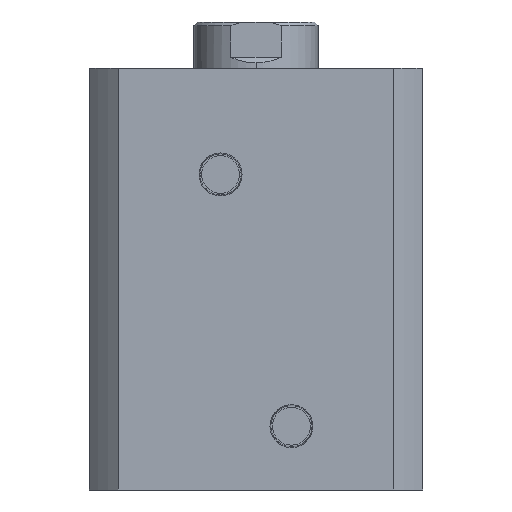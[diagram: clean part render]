
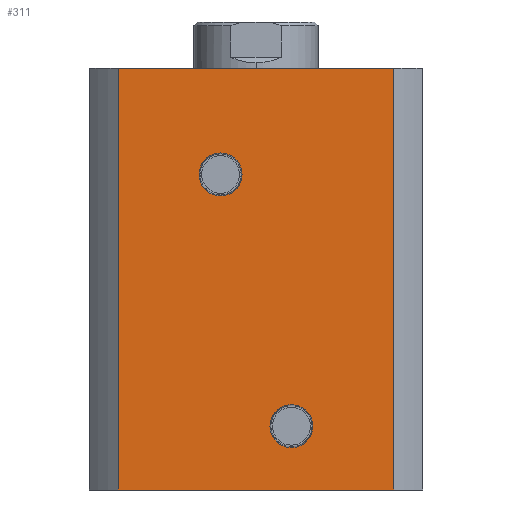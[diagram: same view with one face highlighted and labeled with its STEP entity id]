
A CAD part, left-side view. The second image highlights one B-rep face of the part: STEP entity #311.
In plain terms, the highlighted planar face has unit normal (-1, 0, 0).
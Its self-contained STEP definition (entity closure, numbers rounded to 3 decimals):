
#34 = CARTESIAN_POINT ( 'NONE',  ( -47., 0., 0. ) ) ;
#35 = DIRECTION ( 'NONE',  ( 0., -1., 0. ) ) ;
#189 = CARTESIAN_POINT ( 'NONE',  ( -47., 10., 89. ) ) ;
#190 = DIRECTION ( 'NONE',  ( -1., 0., 0. ) ) ;
#191 = DIRECTION ( 'NONE',  ( 0., 0., 1. ) ) ;
#212 = CARTESIAN_POINT ( 'NONE',  ( -47., -38.884, 119. ) ) ;
#217 = DIRECTION ( 'NONE',  ( 0., 0., -1. ) ) ;
#311 = ADVANCED_FACE ( 'NONE', ( #2681, #2684, #2678 ), #2535, .F. ) ;
#552 = CARTESIAN_POINT ( 'NONE',  ( -47., 10., 89. ) ) ;
#553 = DIRECTION ( 'NONE',  ( -1., 0., 0. ) ) ;
#554 = DIRECTION ( 'NONE',  ( 0., 0., 1. ) ) ;
#819 = CIRCLE ( 'NONE', #2439, 6.06 ) ;
#830 = LINE ( 'NONE', #212, #834 ) ;
#834 = VECTOR ( 'NONE', #217, 1000. ) ;
#868 = CIRCLE ( 'NONE', #2422, 6.06 ) ;
#952 = ORIENTED_EDGE ( 'NONE', *, *, #3502, .F. ) ;
#1093 = CARTESIAN_POINT ( 'NONE',  ( -47., -10., 18. ) ) ;
#1094 = DIRECTION ( 'NONE',  ( -1., 0., 0. ) ) ;
#1095 = DIRECTION ( 'NONE',  ( 0., 0., 1. ) ) ;
#1129 = CARTESIAN_POINT ( 'NONE',  ( -47., 38.884, 119. ) ) ;
#1131 = DIRECTION ( 'NONE',  ( 0., 0., -1. ) ) ;
#1141 = CARTESIAN_POINT ( 'NONE',  ( -47., -38.884, 0. ) ) ;
#1431 = CARTESIAN_POINT ( 'NONE',  ( -47., 10., 82.94 ) ) ;
#1473 = CARTESIAN_POINT ( 'NONE',  ( -47., -10., 11.94 ) ) ;
#1542 = CARTESIAN_POINT ( 'NONE',  ( -47., -10., 24.06 ) ) ;
#1556 = CARTESIAN_POINT ( 'NONE',  ( -47., 10., 95.06 ) ) ;
#1564 = CARTESIAN_POINT ( 'NONE',  ( -47., -38.884, 119. ) ) ;
#1572 = CARTESIAN_POINT ( 'NONE',  ( -47., 38.884, 0. ) ) ;
#1574 = CARTESIAN_POINT ( 'NONE',  ( -47., 38.884, 119. ) ) ;
#1637 = AXIS2_PLACEMENT_3D ( 'NONE', #1093, #1094, #1095 ) ;
#1674 = VERTEX_POINT ( 'NONE', #1431 ) ;
#1713 = VERTEX_POINT ( 'NONE', #1473 ) ;
#1750 = ORIENTED_EDGE ( 'NONE', *, *, #3537, .T. ) ;
#1762 = ORIENTED_EDGE ( 'NONE', *, *, #3418, .F. ) ;
#1763 = ORIENTED_EDGE ( 'NONE', *, *, #3366, .F. ) ;
#1851 = ORIENTED_EDGE ( 'NONE', *, *, #3339, .F. ) ;
#2148 = ORIENTED_EDGE ( 'NONE', *, *, #3520, .T. ) ;
#2186 = EDGE_LOOP ( 'NONE', ( #952, #1762 ) ) ;
#2188 = EDGE_LOOP ( 'NONE', ( #1750, #1851, #2603, #2148 ) ) ;
#2269 = CARTESIAN_POINT ( 'NONE',  ( -47., -10., 18. ) ) ;
#2270 = DIRECTION ( 'NONE',  ( -1., 0., 0. ) ) ;
#2271 = DIRECTION ( 'NONE',  ( 0., 0., 1. ) ) ;
#2283 = DIRECTION ( 'NONE',  ( 0., -1., 0. ) ) ;
#2286 = CARTESIAN_POINT ( 'NONE',  ( -47., 0., 119. ) ) ;
#2356 = VERTEX_POINT ( 'NONE', #1542 ) ;
#2396 = AXIS2_PLACEMENT_3D ( 'NONE', #2269, #2270, #2271 ) ;
#2422 = AXIS2_PLACEMENT_3D ( 'NONE', #552, #553, #554 ) ;
#2439 = AXIS2_PLACEMENT_3D ( 'NONE', #189, #190, #191 ) ;
#2512 = AXIS2_PLACEMENT_3D ( 'NONE', #2533, #2526, #2537 ) ;
#2526 = DIRECTION ( 'NONE',  ( 1., 0., 0. ) ) ;
#2533 = CARTESIAN_POINT ( 'NONE',  ( -47., 0., 119. ) ) ;
#2535 = PLANE ( 'NONE',  #2512 ) ;
#2537 = DIRECTION ( 'NONE',  ( 0., 1., 0. ) ) ;
#2603 = ORIENTED_EDGE ( 'NONE', *, *, #3426, .F. ) ;
#2613 = EDGE_LOOP ( 'NONE', ( #3075, #1763 ) ) ;
#2668 = VERTEX_POINT ( 'NONE', #1556 ) ;
#2678 = FACE_OUTER_BOUND ( 'NONE', #2188, .T. ) ;
#2681 = FACE_BOUND ( 'NONE', #2613, .T. ) ;
#2684 = FACE_BOUND ( 'NONE', #2186, .T. ) ;
#2847 = CIRCLE ( 'NONE', #1637, 6.06 ) ;
#2883 = LINE ( 'NONE', #1129, #2886 ) ;
#2886 = VECTOR ( 'NONE', #1131, 1000. ) ;
#2913 = LINE ( 'NONE', #34, #2916 ) ;
#2916 = VECTOR ( 'NONE', #35, 1000. ) ;
#3075 = ORIENTED_EDGE ( 'NONE', *, *, #3329, .F. ) ;
#3091 = VERTEX_POINT ( 'NONE', #1564 ) ;
#3100 = VERTEX_POINT ( 'NONE', #1572 ) ;
#3102 = VERTEX_POINT ( 'NONE', #1574 ) ;
#3123 = VERTEX_POINT ( 'NONE', #1141 ) ;
#3329 = EDGE_CURVE ( 'NONE', #2668, #1674, #819, .T. ) ;
#3339 = EDGE_CURVE ( 'NONE', #3091, #3123, #830, .T. ) ;
#3366 = EDGE_CURVE ( 'NONE', #1674, #2668, #868, .T. ) ;
#3418 = EDGE_CURVE ( 'NONE', #1713, #2356, #3581, .T. ) ;
#3426 = EDGE_CURVE ( 'NONE', #3102, #3091, #3601, .T. ) ;
#3502 = EDGE_CURVE ( 'NONE', #2356, #1713, #2847, .T. ) ;
#3520 = EDGE_CURVE ( 'NONE', #3102, #3100, #2883, .T. ) ;
#3537 = EDGE_CURVE ( 'NONE', #3100, #3123, #2913, .T. ) ;
#3581 = CIRCLE ( 'NONE', #2396, 6.06 ) ;
#3601 = LINE ( 'NONE', #2286, #3605 ) ;
#3605 = VECTOR ( 'NONE', #2283, 1000. ) ;
